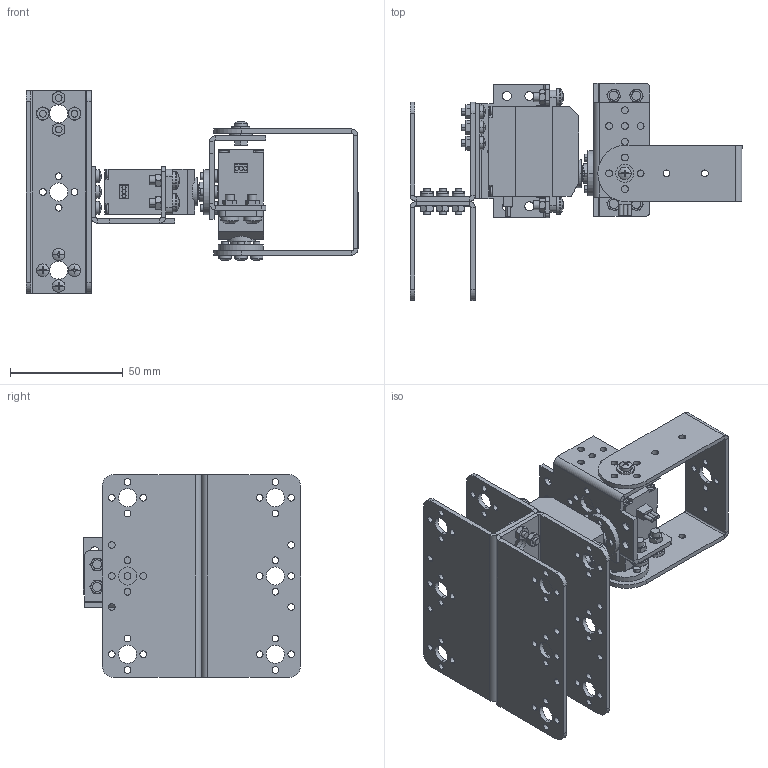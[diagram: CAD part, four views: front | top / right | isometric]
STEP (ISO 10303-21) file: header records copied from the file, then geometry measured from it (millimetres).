
FILE_DESCRIPTION (( 'STEP AP214' ), '1' );
FILE_NAME ('潠眢堁怢.STEP', '2023-06-29T07:59:45', ( '' ), ( '' ), 'SwSTEP 2.0', 'SolidWorks 2020', '' );
FILE_SCHEMA (( 'AUTOMOTIVE_DESIGN' ));
Length unit declared in the file: millimetre
Products named in the file (15): 潠眢堁怢; 蚾饜极5; 酗U盓殤; 戚宒粣創; GB6170-M3-ZN-10; 蚾饜极1; 蚾饜极4; GB818-M3X8-ZN-4.8; U倰褽盓殤; GB818-M3X6-ZN-4.8; 踢扽翋嗆攫; 等粣嗆儂; JXS006; GB6170-M4-ZN-10; GB818-M4X10-4.8
Assembly tree (64 placements, depth 5):
  潠眢堁怢
    蚾饜极5
      蚾饜极4
        蚾饜极1
          U倰褽盓殤  x2
          GB818-M3X8-ZN-4.8  x8
          GB6170-M3-ZN-10  x8
        JXS006
        GB818-M3X8-ZN-4.8  x4
        GB6170-M3-ZN-10  x4
        等粣嗆儂
        GB818-M4X10-4.8  x4
        GB6170-M4-ZN-10  x4
      踢扽翋嗆攫
      JXS006
      GB818-M3X6-ZN-4.8  x5
      戚宒粣創
      GB818-M3X8-ZN-4.8
      GB6170-M3-ZN-10
      等粣嗆儂
      GB818-M4X10-4.8  x4
      GB6170-M4-ZN-10  x4
    踢扽翋嗆攫
    酗U盓殤
    GB818-M3X6-ZN-4.8  x4
Bounding box: 147.37 x 96.42 x 90 mm (x, y, z)
Volume: 128048.3 mm3; surface area: 89906.5 mm2
Topology: 61 solids, 61 shells, 2711 faces, 6936 edges, 4386 vertices
Faces by surface type: plane 1111, cylinder 920, cone 572, sphere 60, torus 48
Entity records: 29604 total; most frequent: DIRECTION 4955, CARTESIAN_POINT 4929, ORIENTED_EDGE 4450, EDGE_CURVE 2225, AXIS2_PLACEMENT_3D 1929, VERTEX_POINT 1435, VECTOR 1097, LINE 1097
